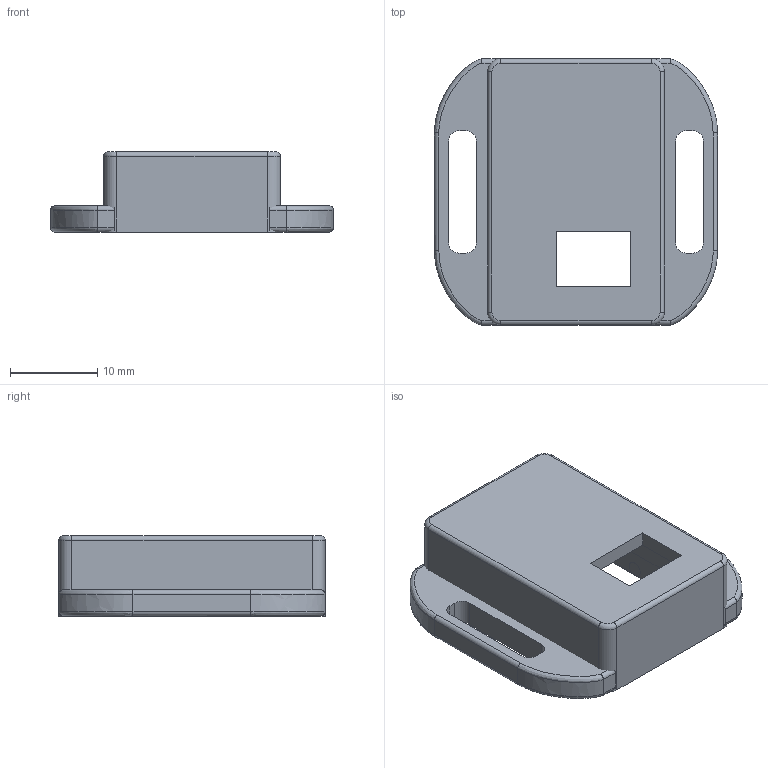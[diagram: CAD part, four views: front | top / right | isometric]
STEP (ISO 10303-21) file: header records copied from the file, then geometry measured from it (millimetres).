
FILE_DESCRIPTION(('FreeCAD Model'),'2;1');
FILE_NAME('Open CASCADE Shape Model','2024-11-19T11:46:19',(''),(''), 'Open CASCADE STEP processor 7.6','FreeCAD','Unknown');
FILE_SCHEMA(('AUTOMOTIVE_DESIGN { 1 0 10303 214 1 1 1 1 }'));
Length unit declared in the file: millimetre
Products named in the file (5): HMV080_Assembly_PCB_flex_V31a; Cut014; HMV080_Mounting_Flange_001; HMV080_Mounting_Flange_002; PCB_Stop_outer_shell
Assembly tree (4 placements, depth 2):
  HMV080_Assembly_PCB_flex_V31a
    Cut014
    HMV080_Mounting_Flange_001
    HMV080_Mounting_Flange_002
    PCB_Stop_outer_shell
Bounding box: 32.4 x 30.51 x 9.2 mm (x, y, z)
Volume: 2767.3 mm3; surface area: 3988.6 mm2
Topology: 4 solids, 4 shells, 98 faces, 249 edges, 158 vertices
Faces by surface type: plane 47, cylinder 32, bspline 8, extrusion 6, torus 4, revolution 1
Entity records: 10086 total; most frequent: CARTESIAN_POINT 7305, ORIENTED_EDGE 496, DIRECTION 451, EDGE_CURVE 248, VECTOR 162, VERTEX_POINT 158, LINE 156, AXIS2_PLACEMENT_3D 144
